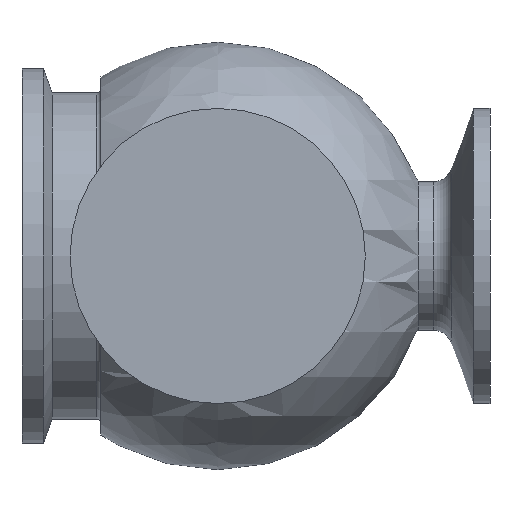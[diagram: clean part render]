
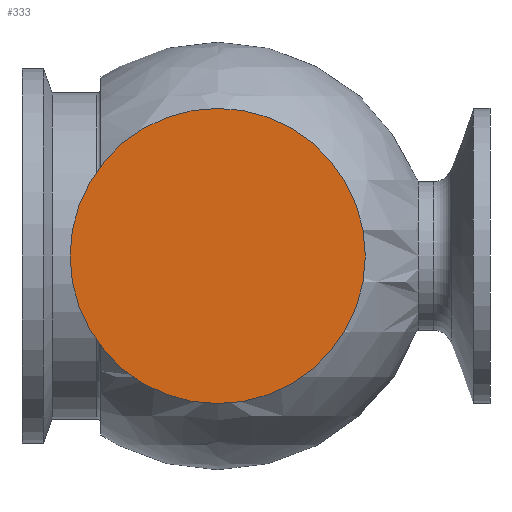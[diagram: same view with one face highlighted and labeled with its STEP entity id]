
A CAD part, left-side view. The second image highlights one B-rep face of the part: STEP entity #333.
In plain terms, the highlighted planar face has unit normal (-1, 0, 0).
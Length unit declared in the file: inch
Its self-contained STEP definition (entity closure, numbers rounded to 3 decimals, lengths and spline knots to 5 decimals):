
#28=PLANE('',#386);
#37=FACE_OUTER_BOUND('',#57,.T.);
#57=EDGE_LOOP('',(#249,#250));
#107=CIRCLE('',#387,0.992);
#108=CIRCLE('',#388,0.992);
#146=VERTEX_POINT('',#593);
#147=VERTEX_POINT('',#594);
#187=EDGE_CURVE('',#146,#147,#107,.T.);
#188=EDGE_CURVE('',#147,#146,#108,.T.);
#249=ORIENTED_EDGE('',*,*,#187,.F.);
#250=ORIENTED_EDGE('',*,*,#188,.F.);
#333=ADVANCED_FACE('',(#37),#28,.F.);
#386=AXIS2_PLACEMENT_3D('',#592,#470,#471);
#387=AXIS2_PLACEMENT_3D('',#595,#472,#473);
#388=AXIS2_PLACEMENT_3D('',#596,#474,#475);
#470=DIRECTION('center_axis',(1.,0.,0.));
#471=DIRECTION('ref_axis',(0.,0.,-1.));
#472=DIRECTION('center_axis',(1.,0.,0.));
#473=DIRECTION('ref_axis',(0.,0.,-1.));
#474=DIRECTION('center_axis',(1.,0.,0.));
#475=DIRECTION('ref_axis',(0.,0.,-1.));
#592=CARTESIAN_POINT('Origin',(-2.21901,1.62546,0.));
#593=CARTESIAN_POINT('',(-2.21901,0.63346,-0.992));
#594=CARTESIAN_POINT('',(-2.21901,0.63346,0.992));
#595=CARTESIAN_POINT('Origin',(-2.21901,0.63346,0.));
#596=CARTESIAN_POINT('Origin',(-2.21901,0.63346,0.));
